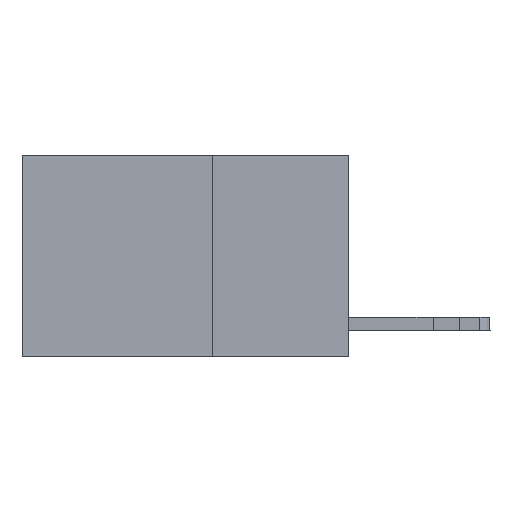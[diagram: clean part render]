
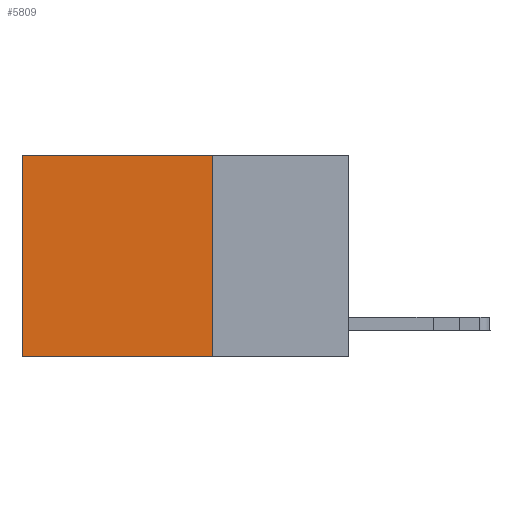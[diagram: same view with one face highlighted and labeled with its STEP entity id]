
A CAD part, left-side view. The second image highlights one B-rep face of the part: STEP entity #5809.
In plain terms, the highlighted planar face has unit normal (-1, 0, 0).
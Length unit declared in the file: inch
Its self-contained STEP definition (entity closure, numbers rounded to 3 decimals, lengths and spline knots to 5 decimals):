
#216 = PLANE ( 'NONE',  #2407 ) ;
#1614 = VECTOR ( 'NONE', #13955, 39.37008 ) ;
#2407 = AXIS2_PLACEMENT_3D ( 'NONE', #7624, #12392, #5273 ) ;
#3005 = EDGE_CURVE ( 'NONE', #3927, #4688, #3360, .T. ) ;
#3360 = LINE ( 'NONE', #6756, #9437 ) ;
#3927 = VERTEX_POINT ( 'NONE', #7403 ) ;
#4375 = VERTEX_POINT ( 'NONE', #6053 ) ;
#4688 = VERTEX_POINT ( 'NONE', #12487 ) ;
#4982 = FACE_OUTER_BOUND ( 'NONE', #8684, .T. ) ;
#5273 = DIRECTION ( 'NONE',  ( 0., 0., -1. ) ) ;
#5809 = ADVANCED_FACE ( 'NONE', ( #4982 ), #216, .F. ) ;
#6053 = CARTESIAN_POINT ( 'NONE',  ( 0.2625, 0.6, -0.37 ) ) ;
#6756 = CARTESIAN_POINT ( 'NONE',  ( 0.2625, 0.25, 0. ) ) ;
#6780 = VECTOR ( 'NONE', #14945, 39.37008 ) ;
#6933 = ORIENTED_EDGE ( 'NONE', *, *, #9521, .T. ) ;
#7070 = VECTOR ( 'NONE', #11060, 39.37008 ) ;
#7348 = ORIENTED_EDGE ( 'NONE', *, *, #8288, .T. ) ;
#7403 = CARTESIAN_POINT ( 'NONE',  ( 0.2625, 0.25, 0. ) ) ;
#7624 = CARTESIAN_POINT ( 'NONE',  ( 0.2625, 0.25, 0. ) ) ;
#8142 = LINE ( 'NONE', #12804, #1614 ) ;
#8288 = EDGE_CURVE ( 'NONE', #3927, #11431, #8142, .T. ) ;
#8684 = EDGE_LOOP ( 'NONE', ( #6933, #14839, #10619, #7348 ) ) ;
#9437 = VECTOR ( 'NONE', #13825, 39.37008 ) ;
#9521 = EDGE_CURVE ( 'NONE', #11431, #4375, #13805, .T. ) ;
#9863 = CARTESIAN_POINT ( 'NONE',  ( 0.2625, 0.25, -0.37 ) ) ;
#10619 = ORIENTED_EDGE ( 'NONE', *, *, #3005, .F. ) ;
#11060 = DIRECTION ( 'NONE',  ( 0., 1., 0. ) ) ;
#11431 = VERTEX_POINT ( 'NONE', #14432 ) ;
#12392 = DIRECTION ( 'NONE',  ( 1., 0., 0. ) ) ;
#12487 = CARTESIAN_POINT ( 'NONE',  ( 0.2625, 0.25, -0.37 ) ) ;
#12672 = CARTESIAN_POINT ( 'NONE',  ( 0.2625, 0.6, 0. ) ) ;
#12736 = EDGE_CURVE ( 'NONE', #4688, #4375, #13719, .T. ) ;
#12804 = CARTESIAN_POINT ( 'NONE',  ( 0.2625, 0.25, 0. ) ) ;
#13719 = LINE ( 'NONE', #9863, #7070 ) ;
#13805 = LINE ( 'NONE', #12672, #6780 ) ;
#13825 = DIRECTION ( 'NONE',  ( 0., 0., -1. ) ) ;
#13955 = DIRECTION ( 'NONE',  ( 0., 1., 0. ) ) ;
#14432 = CARTESIAN_POINT ( 'NONE',  ( 0.2625, 0.6, 0. ) ) ;
#14839 = ORIENTED_EDGE ( 'NONE', *, *, #12736, .F. ) ;
#14945 = DIRECTION ( 'NONE',  ( 0., 0., -1. ) ) ;
